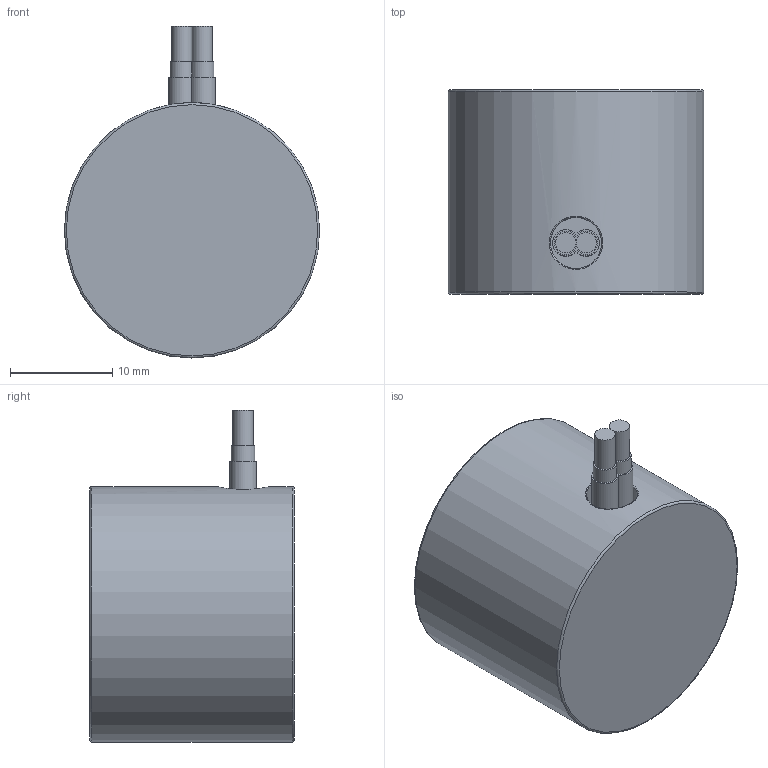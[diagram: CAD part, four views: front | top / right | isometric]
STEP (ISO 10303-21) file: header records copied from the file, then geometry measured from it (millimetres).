
FILE_DESCRIPTION(/* description */ (''),/* implementation_level */ '2;1');
FILE_NAME(/* name */ 'Magnet 5KG.step',/* time_stamp */ '2021-08-03T00:12:43+03:00',/* author */ (''),/* organization */ (''),/* preprocessor_version */ 'ST-DEVELOPER v18.1',/* originating_system */ 'Autodesk Translation Framework v10.9.0.1377',/* authorisation */ '');
FILE_SCHEMA (('AUTOMOTIVE_DESIGN { 1 0 10303 214 3 1 1 }'));
Length unit declared in the file: millimetre
Products named in the file (1): Magnet 5KG
Bounding box: 25 x 20 x 32.5 mm (x, y, z)
Volume: 9389 mm3; surface area: 3074.5 mm2
Topology: 1 solids, 1 shells, 25 faces, 48 edges, 30 vertices
Faces by surface type: cylinder 11, plane 9, torus 4, bspline 1
Full cylindrical faces by diameter (mm): 2 x1, 5 x1, 8 x1, 23 x1, 25 x1
Entity records: 862 total; most frequent: CARTESIAN_POINT 239, DIRECTION 129, ORIENTED_EDGE 96, AXIS2_PLACEMENT_3D 59, EDGE_CURVE 48, CIRCLE 34, EDGE_LOOP 31, VERTEX_POINT 30
